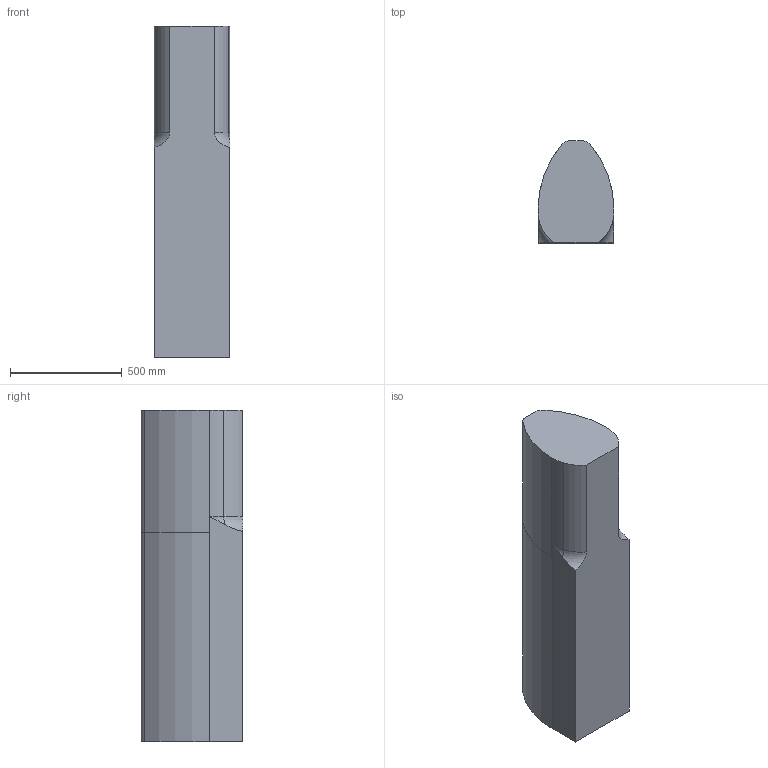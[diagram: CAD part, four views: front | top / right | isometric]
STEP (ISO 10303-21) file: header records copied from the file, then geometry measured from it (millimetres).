
FILE_DESCRIPTION(/* description */ (''),/* implementation_level */ '2;1');
FILE_NAME(/* name */ 'H01-BFe.stp',/* time_stamp */ '2016-06-22T19:37:41+02:00',/* author */ ('B'),/* organization */ (''),/* preprocessor_version */ 'ST-DEVELOPER v16.5',/* originating_system */ 'Autodesk Inventor 2017',/* authorisation */ '0 mm^3');
FILE_SCHEMA (('AUTOMOTIVE_DESIGN { 1 0 10303 214 3 1 1 }'));
Length unit declared in the file: millimetre
Products named in the file (1): H01
Bounding box: 339 x 453 x 1480 mm (x, y, z)
Volume: 190653502.1 mm3; surface area: 2283946.8 mm2
Topology: 1 solids, 1 shells, 28 faces, 83 edges, 68 vertices
Faces by surface type: cylinder 16, plane 8, torus 4
Entity records: 1075 total; most frequent: CARTESIAN_POINT 262, DIRECTION 177, ORIENTED_EDGE 144, EDGE_CURVE 72, AXIS2_PLACEMENT_3D 71, VERTEX_POINT 46, CIRCLE 36, LINE 35
